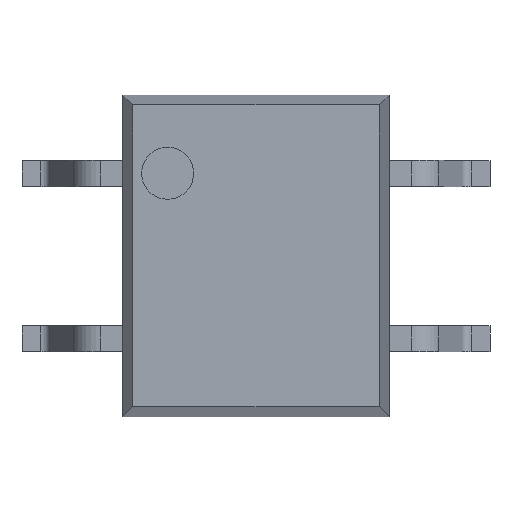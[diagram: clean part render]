
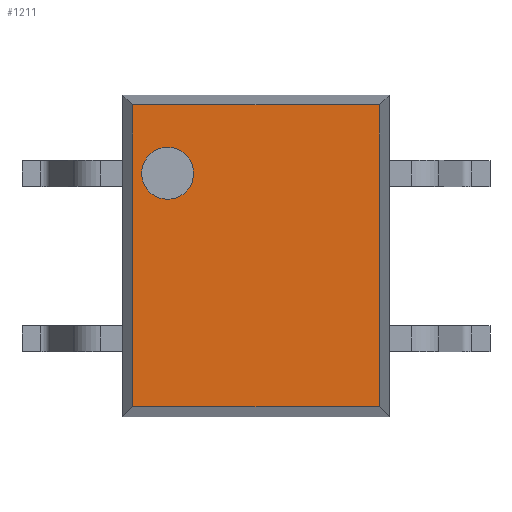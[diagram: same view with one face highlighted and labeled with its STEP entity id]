
A CAD part, top view. The second image highlights one B-rep face of the part: STEP entity #1211.
In plain terms, the highlighted planar face has unit normal (0, 0, 1).
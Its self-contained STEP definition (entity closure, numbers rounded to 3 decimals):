
#16=FACE_BOUND($,#168,.T.);
#50=CIRCLE($,#1302,0.4);
#94=FACE_OUTER_BOUND($,#167,.T.);
#167=EDGE_LOOP($,(#876,#877,#878,#879));
#168=EDGE_LOOP($,(#880));
#250=LINE($,#1815,#390);
#255=LINE($,#1824,#395);
#258=LINE($,#1830,#398);
#259=LINE($,#1838,#399);
#390=VECTOR($,#1458,4.643);
#395=VECTOR($,#1465,3.793);
#398=VECTOR($,#1470,4.643);
#399=VECTOR($,#1481,3.793);
#525=VERTEX_POINT($,#1811);
#527=VERTEX_POINT($,#1814);
#529=VERTEX_POINT($,#1820);
#532=VERTEX_POINT($,#1827);
#534=VERTEX_POINT($,#1834);
#652=EDGE_CURVE($,#527,#525,#250,.T.);
#657=EDGE_CURVE($,#527,#529,#255,.F.);
#660=EDGE_CURVE($,#529,#532,#258,.F.);
#662=EDGE_CURVE($,#534,#534,#50,.T.);
#663=EDGE_CURVE($,#532,#525,#259,.F.);
#876=ORIENTED_EDGE($,*,*,#663,.F.);
#877=ORIENTED_EDGE($,*,*,#660,.F.);
#878=ORIENTED_EDGE($,*,*,#657,.F.);
#879=ORIENTED_EDGE($,*,*,#652,.T.);
#880=ORIENTED_EDGE($,*,*,#662,.T.);
#1151=PLANE($,#1304);
#1211=ADVANCED_FACE($,(#94,#16),#1151,.T.);
#1302=AXIS2_PLACEMENT_3D($,#1835,#1475,#1476);
#1304=AXIS2_PLACEMENT_3D($,#1837,#1479,#1480);
#1458=DIRECTION($,(0.,1.,0.));
#1465=DIRECTION($,(1.,0.,0.));
#1470=DIRECTION($,(0.,-1.,0.));
#1475=DIRECTION('center_axis',(0.,0.,-1.));
#1476=DIRECTION('ref_axis',(1.,0.,0.));
#1479=DIRECTION('center_axis',(0.,0.,1.));
#1480=DIRECTION('ref_axis',(1.,0.,0.));
#1481=DIRECTION($,(-1.,0.,0.));
#1811=CARTESIAN_POINT('',(1.897,2.322,2.9));
#1814=CARTESIAN_POINT('',(1.897,-2.322,2.9));
#1815=CARTESIAN_POINT($,(1.897,-1.9,2.9));
#1820=CARTESIAN_POINT('',(-1.897,-2.322,2.9));
#1824=CARTESIAN_POINT($,(1.544,-2.322,2.9));
#1827=CARTESIAN_POINT('',(-1.897,2.322,2.9));
#1830=CARTESIAN_POINT($,(-1.897,-1.9,2.9));
#1834=CARTESIAN_POINT('',(-0.959,1.27,2.9));
#1835=CARTESIAN_POINT('Origin',(-1.359,1.27,2.9));
#1837=CARTESIAN_POINT('Origin',(2.059,-1.9,2.9));
#1838=CARTESIAN_POINT($,(1.544,2.322,2.9));
